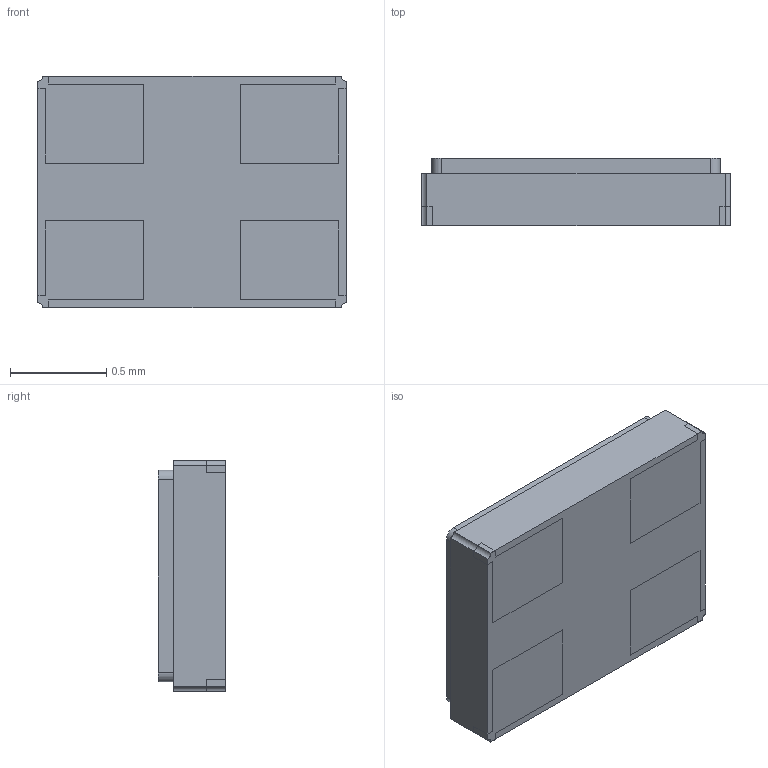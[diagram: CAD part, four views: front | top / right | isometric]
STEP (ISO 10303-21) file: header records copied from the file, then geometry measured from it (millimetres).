
FILE_DESCRIPTION (( 'STEP AP214' ), '1' );
FILE_NAME ('ECX-1247.STEP', '2017-12-11T18:35:06', ( '' ), ( '' ), 'SwSTEP 2.0', 'SolidWorks 2016', '' );
FILE_SCHEMA (( 'AUTOMOTIVE_DESIGN' ));
Length unit declared in the file: millimetre
Products named in the file (1): ECX-1247
Bounding box: 1.6 x 0.35 x 1.2 mm (x, y, z)
Volume: 0.7 mm3; surface area: 8.2 mm2
Topology: 5 solids, 5 shells, 63 faces, 156 edges, 104 vertices
Faces by surface type: plane 51, cylinder 12
Entity records: 2617 total; most frequent: CARTESIAN_POINT 324, ORIENTED_EDGE 312, DIRECTION 308, EDGE_CURVE 156, VECTOR 132, LINE 132, VERTEX_POINT 104, AXIS2_PLACEMENT_3D 88
